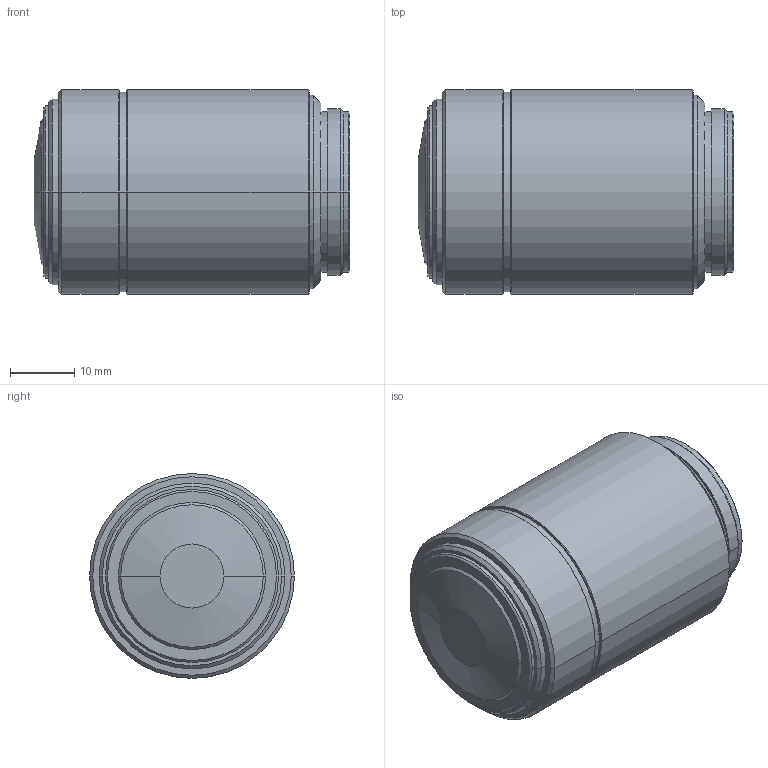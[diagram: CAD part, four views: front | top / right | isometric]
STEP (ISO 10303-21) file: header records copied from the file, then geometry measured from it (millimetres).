
FILE_DESCRIPTION (( 'STEP AP203' ), '1' );
FILE_NAME ('690087.step', '2025-04-14T08:45:06', ( 'MSI' ), ( '' ), 'SwSTEP 2.0', 'SolidWorks 2020', '' );
FILE_SCHEMA (( 'CONFIG_CONTROL_DESIGN' ));
Length unit declared in the file: millimetre
Products named in the file (1): 690087
Bounding box: 49.29 x 32 x 32 mm (x, y, z)
Volume: 36818.5 mm3; surface area: 6263.4 mm2
Topology: 1 solids, 1 shells, 50 faces, 98 edges, 58 vertices
Faces by surface type: cone 22, cylinder 18, plane 10
Entity records: 1361 total; most frequent: DIRECTION 258, CARTESIAN_POINT 207, ORIENTED_EDGE 196, AXIS2_PLACEMENT_3D 109, EDGE_CURVE 98, VERTEX_POINT 58, EDGE_LOOP 58, CIRCLE 58
